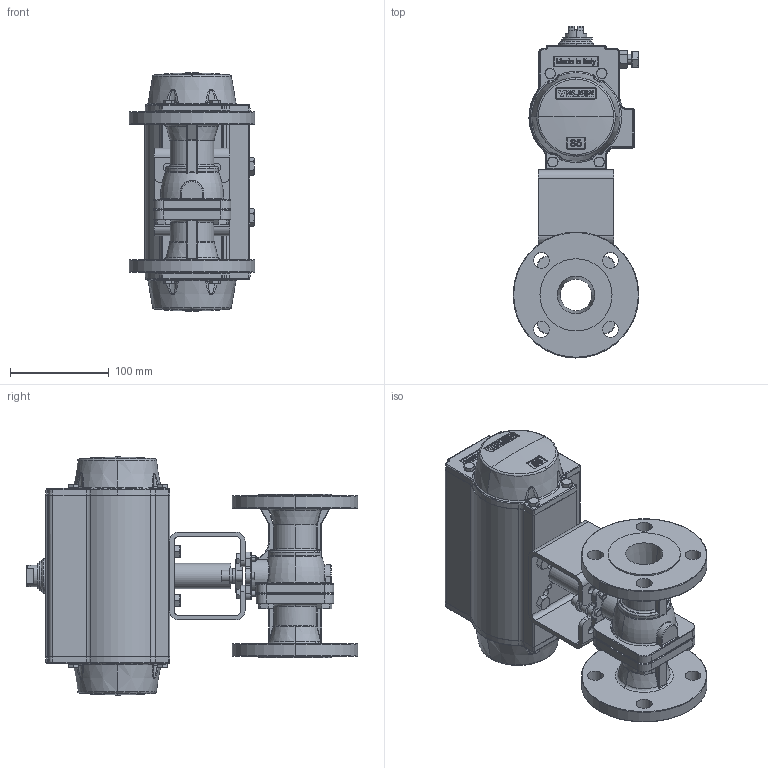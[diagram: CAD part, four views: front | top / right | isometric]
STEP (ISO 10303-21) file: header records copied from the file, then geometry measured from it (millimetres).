
FILE_DESCRIPTION (( 'STEP AP203' ), '1' );
FILE_NAME ('5801R-150_UT-2.5.STEP', '2017-11-29T18:51:04', ( '' ), ( '' ), 'SwSTEP 2.0', 'SolidWorks 2014', '' );
FILE_SCHEMA (( 'CONFIG_CONTROL_DESIGN' ));
Length unit declared in the file: inch
Products named in the file (1): 5801R-150_UT-2.5
Bounding box: 127 x 335.25 x 240.69 mm (x, y, z)
Surface area: 280540.1 mm2 (no closed solid volume)
Topology: 0 solids, 39 shells, 1437 faces, 4548 edges, 3046 vertices
Faces by surface type: plane 468, bspline 352, cylinder 325, cone 197, torus 69, sphere 26
Entity records: 73126 total; most frequent: CARTESIAN_POINT 36187, ORIENTED_EDGE 7586, DIRECTION 7000, EDGE_CURVE 4527, VERTEX_POINT 3046, AXIS2_PLACEMENT_3D 2661, LINE 1678, VECTOR 1678
